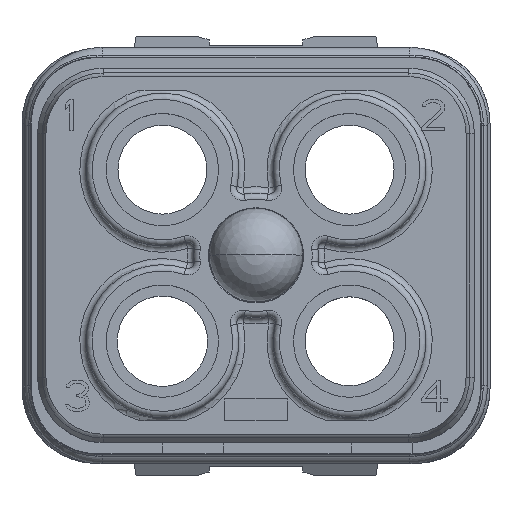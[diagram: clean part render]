
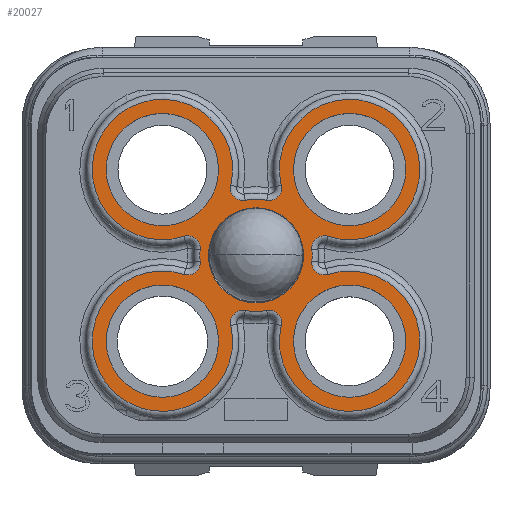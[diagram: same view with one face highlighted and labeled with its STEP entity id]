
A CAD part, top view. The second image highlights one B-rep face of the part: STEP entity #20027.
In plain terms, the highlighted planar face has unit normal (0, 0, 1).
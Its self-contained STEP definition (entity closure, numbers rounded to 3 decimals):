
#4906=CARTESIAN_POINT('',(-0.416,2.16,7.72));
#4907=DIRECTION('',(0.,0.,1.));
#4908=DIRECTION('',(-0.975,0.223,0.));
#4909=AXIS2_PLACEMENT_3D('',#4906,#4907,#4908);
#4911=CARTESIAN_POINT('',(0.,0.,7.72));
#4912=DIRECTION('',(0.,0.,-1.));
#4913=DIRECTION('',(-0.189,0.982,0.));
#4914=AXIS2_PLACEMENT_3D('',#4911,#4912,#4913);
#4916=CARTESIAN_POINT('',(0.416,2.16,7.72));
#4917=DIRECTION('',(0.,0.,1.));
#4918=DIRECTION('',(-0.189,-0.982,0.));
#4919=AXIS2_PLACEMENT_3D('',#4916,#4917,#4918);
#4921=CARTESIAN_POINT('',(3.,2.75,7.72));
#4922=DIRECTION('',(0.,0.,-1.));
#4923=DIRECTION('',(-0.975,-0.223,0.));
#4924=AXIS2_PLACEMENT_3D('',#4921,#4922,#4923);
#4926=CARTESIAN_POINT('',(2.188,0.227,7.72));
#4927=DIRECTION('',(0.,0.,1.));
#4928=DIRECTION('',(0.306,0.952,0.));
#4929=AXIS2_PLACEMENT_3D('',#4926,#4927,#4928);
#4931=CARTESIAN_POINT('',(0.,0.,7.72));
#4932=DIRECTION('',(0.,0.,-1.));
#4933=DIRECTION('',(0.995,0.103,0.));
#4934=AXIS2_PLACEMENT_3D('',#4931,#4932,#4933);
#4936=CARTESIAN_POINT('',(2.188,-0.227,7.72));
#4937=DIRECTION('',(0.,0.,1.));
#4938=DIRECTION('',(-0.995,0.103,0.));
#4939=AXIS2_PLACEMENT_3D('',#4936,#4937,#4938);
#4941=CARTESIAN_POINT('',(3.,-2.75,7.72));
#4942=DIRECTION('',(0.,0.,-1.));
#4943=DIRECTION('',(-0.306,0.952,0.));
#4944=AXIS2_PLACEMENT_3D('',#4941,#4942,#4943);
#4946=CARTESIAN_POINT('',(0.416,-2.16,7.72));
#4947=DIRECTION('',(0.,0.,1.));
#4948=DIRECTION('',(0.975,-0.223,0.));
#4949=AXIS2_PLACEMENT_3D('',#4946,#4947,#4948);
#4951=CARTESIAN_POINT('',(0.,0.,7.72));
#4952=DIRECTION('',(0.,0.,-1.));
#4953=DIRECTION('',(0.189,-0.982,0.));
#4954=AXIS2_PLACEMENT_3D('',#4951,#4952,#4953);
#4956=CARTESIAN_POINT('',(-0.416,-2.16,7.72));
#4957=DIRECTION('',(0.,0.,1.));
#4958=DIRECTION('',(0.189,0.982,0.));
#4959=AXIS2_PLACEMENT_3D('',#4956,#4957,#4958);
#4961=CARTESIAN_POINT('',(-3.,-2.75,7.72));
#4962=DIRECTION('',(0.,0.,-1.));
#4963=DIRECTION('',(0.975,0.223,0.));
#4964=AXIS2_PLACEMENT_3D('',#4961,#4962,#4963);
#4966=CARTESIAN_POINT('',(-2.188,-0.227,7.72));
#4967=DIRECTION('',(0.,0.,1.));
#4968=DIRECTION('',(-0.306,-0.952,0.));
#4969=AXIS2_PLACEMENT_3D('',#4966,#4967,#4968);
#4971=CARTESIAN_POINT('',(0.,0.,7.72));
#4972=DIRECTION('',(0.,0.,-1.));
#4973=DIRECTION('',(-0.995,-0.103,0.));
#4974=AXIS2_PLACEMENT_3D('',#4971,#4972,#4973);
#4976=CARTESIAN_POINT('',(-2.188,0.227,7.72));
#4977=DIRECTION('',(0.,0.,1.));
#4978=DIRECTION('',(0.995,-0.103,0.));
#4979=AXIS2_PLACEMENT_3D('',#4976,#4977,#4978);
#4981=CARTESIAN_POINT('',(-3.,2.75,7.72));
#4982=DIRECTION('',(0.,0.,-1.));
#4983=DIRECTION('',(0.306,-0.952,0.));
#4984=AXIS2_PLACEMENT_3D('',#4981,#4982,#4983);
#4986=CARTESIAN_POINT('',(-3.,2.75,7.72));
#4987=DIRECTION('',(0.,0.,1.));
#4988=DIRECTION('',(1.,0.,0.));
#4989=AXIS2_PLACEMENT_3D('',#4986,#4987,#4988);
#4991=CARTESIAN_POINT('',(-3.,2.75,7.72));
#4992=DIRECTION('',(0.,0.,-1.));
#4993=DIRECTION('',(1.,0.,0.));
#4994=AXIS2_PLACEMENT_3D('',#4991,#4992,#4993);
#4996=CARTESIAN_POINT('',(3.,-2.75,7.72));
#4997=DIRECTION('',(0.,0.,1.));
#4998=DIRECTION('',(-1.,0.,0.));
#4999=AXIS2_PLACEMENT_3D('',#4996,#4997,#4998);
#5001=CARTESIAN_POINT('',(3.,-2.75,7.72));
#5002=DIRECTION('',(0.,0.,-1.));
#5003=DIRECTION('',(-1.,0.,0.));
#5004=AXIS2_PLACEMENT_3D('',#5001,#5002,#5003);
#5006=CARTESIAN_POINT('',(-3.,-2.75,7.72));
#5007=DIRECTION('',(0.,0.,-1.));
#5008=DIRECTION('',(1.,0.,0.));
#5009=AXIS2_PLACEMENT_3D('',#5006,#5007,#5008);
#5011=CARTESIAN_POINT('',(-3.,-2.75,7.72));
#5012=DIRECTION('',(0.,0.,1.));
#5013=DIRECTION('',(1.,0.,0.));
#5014=AXIS2_PLACEMENT_3D('',#5011,#5012,#5013);
#5016=CARTESIAN_POINT('',(0.,0.,7.72));
#5017=DIRECTION('',(0.,0.,-1.));
#5018=DIRECTION('',(1.,0.,0.));
#5019=AXIS2_PLACEMENT_3D('',#5016,#5017,#5018);
#5021=CARTESIAN_POINT('',(0.,0.,7.72));
#5022=DIRECTION('',(0.,0.,-1.));
#5023=DIRECTION('',(-1.,0.,0.));
#5024=AXIS2_PLACEMENT_3D('',#5021,#5022,#5023);
#5026=CARTESIAN_POINT('',(3.,2.75,7.72));
#5027=DIRECTION('',(0.,0.,-1.));
#5028=DIRECTION('',(-1.,0.,0.));
#5029=AXIS2_PLACEMENT_3D('',#5026,#5027,#5028);
#5031=CARTESIAN_POINT('',(3.,2.75,7.72));
#5032=DIRECTION('',(0.,0.,1.));
#5033=DIRECTION('',(-1.,0.,0.));
#5034=AXIS2_PLACEMENT_3D('',#5031,#5032,#5033);
#11019=CARTESIAN_POINT('',(1.2,2.75,7.72));
#11020=CARTESIAN_POINT('',(4.8,2.75,7.72));
#11021=VERTEX_POINT('',#11019);
#11022=VERTEX_POINT('',#11020);
#11023=CARTESIAN_POINT('',(-1.2,2.75,7.72));
#11024=CARTESIAN_POINT('',(-4.8,2.75,7.72));
#11025=VERTEX_POINT('',#11023);
#11026=VERTEX_POINT('',#11024);
#11027=CARTESIAN_POINT('',(1.2,-2.75,7.72));
#11028=CARTESIAN_POINT('',(4.8,-2.75,7.72));
#11029=VERTEX_POINT('',#11027);
#11030=VERTEX_POINT('',#11028);
#11031=CARTESIAN_POINT('',(-1.2,-2.75,7.72));
#11032=CARTESIAN_POINT('',(-4.8,-2.75,7.72));
#11033=VERTEX_POINT('',#11031);
#11034=VERTEX_POINT('',#11032);
#11035=CARTESIAN_POINT('',(1.525,0.,7.72));
#11036=CARTESIAN_POINT('',(-1.525,0.,7.72));
#11037=VERTEX_POINT('',#11035);
#11038=VERTEX_POINT('',#11036);
#11091=CARTESIAN_POINT('',(-0.806,2.249,7.72));
#11092=CARTESIAN_POINT('',(-0.341,1.767,7.72));
#11093=VERTEX_POINT('',#11091);
#11094=VERTEX_POINT('',#11092);
#11097=CARTESIAN_POINT('',(0.341,1.767,7.72));
#11098=VERTEX_POINT('',#11097);
#11101=CARTESIAN_POINT('',(0.806,2.249,7.72));
#11102=VERTEX_POINT('',#11101);
#11105=CARTESIAN_POINT('',(2.311,0.608,7.72));
#11106=VERTEX_POINT('',#11105);
#11109=CARTESIAN_POINT('',(1.79,0.186,7.72));
#11110=VERTEX_POINT('',#11109);
#11113=CARTESIAN_POINT('',(1.79,-0.186,7.72));
#11114=VERTEX_POINT('',#11113);
#11117=CARTESIAN_POINT('',(2.311,-0.608,7.72));
#11118=VERTEX_POINT('',#11117);
#11121=CARTESIAN_POINT('',(0.806,-2.249,7.72));
#11122=VERTEX_POINT('',#11121);
#11125=CARTESIAN_POINT('',(0.341,-1.767,7.72));
#11126=VERTEX_POINT('',#11125);
#11129=CARTESIAN_POINT('',(-0.341,-1.767,7.72));
#11130=VERTEX_POINT('',#11129);
#11133=CARTESIAN_POINT('',(-0.806,-2.249,7.72));
#11134=VERTEX_POINT('',#11133);
#11137=CARTESIAN_POINT('',(-2.311,-0.608,7.72));
#11138=VERTEX_POINT('',#11137);
#11141=CARTESIAN_POINT('',(-1.79,-0.186,7.72));
#11142=VERTEX_POINT('',#11141);
#11145=CARTESIAN_POINT('',(-1.79,0.186,7.72));
#11146=VERTEX_POINT('',#11145);
#11149=CARTESIAN_POINT('',(-2.311,0.608,7.72));
#11150=VERTEX_POINT('',#11149);
#19960=CARTESIAN_POINT('',(3.,2.75,7.72));
#19961=DIRECTION('',(0.,0.,1.));
#19962=DIRECTION('',(1.,0.,0.));
#19963=AXIS2_PLACEMENT_3D('',#19960,#19961,#19962);
#19964=PLANE('',#19963);
#19966=ORIENTED_EDGE('',*,*,#19965,.T.);
#19968=ORIENTED_EDGE('',*,*,#19967,.T.);
#19970=ORIENTED_EDGE('',*,*,#19969,.T.);
#19972=ORIENTED_EDGE('',*,*,#19971,.T.);
#19974=ORIENTED_EDGE('',*,*,#19973,.T.);
#19976=ORIENTED_EDGE('',*,*,#19975,.T.);
#19978=ORIENTED_EDGE('',*,*,#19977,.T.);
#19980=ORIENTED_EDGE('',*,*,#19979,.T.);
#19982=ORIENTED_EDGE('',*,*,#19981,.T.);
#19984=ORIENTED_EDGE('',*,*,#19983,.T.);
#19986=ORIENTED_EDGE('',*,*,#19985,.T.);
#19988=ORIENTED_EDGE('',*,*,#19987,.T.);
#19990=ORIENTED_EDGE('',*,*,#19989,.T.);
#19992=ORIENTED_EDGE('',*,*,#19991,.T.);
#19994=ORIENTED_EDGE('',*,*,#19993,.T.);
#19996=ORIENTED_EDGE('',*,*,#19995,.T.);
#19997=EDGE_LOOP('',(#19966,#19968,#19970,#19972,#19974,#19976,#19978,#19980,
#19982,#19984,#19986,#19988,#19990,#19992,#19994,#19996));
#19998=FACE_OUTER_BOUND('',#19997,.F.);
#20000=ORIENTED_EDGE('',*,*,#19999,.T.);
#20002=ORIENTED_EDGE('',*,*,#20001,.F.);
#20003=EDGE_LOOP('',(#20000,#20002));
#20004=FACE_BOUND('',#20003,.F.);
#20006=ORIENTED_EDGE('',*,*,#20005,.T.);
#20008=ORIENTED_EDGE('',*,*,#20007,.F.);
#20009=EDGE_LOOP('',(#20006,#20008));
#20010=FACE_BOUND('',#20009,.F.);
#20011=ORIENTED_EDGE('',*,*,#19954,.F.);
#20012=ORIENTED_EDGE('',*,*,#19940,.T.);
#20013=EDGE_LOOP('',(#20011,#20012));
#20014=FACE_BOUND('',#20013,.F.);
#20016=ORIENTED_EDGE('',*,*,#20015,.F.);
#20018=ORIENTED_EDGE('',*,*,#20017,.F.);
#20019=EDGE_LOOP('',(#20016,#20018));
#20020=FACE_BOUND('',#20019,.F.);
#20022=ORIENTED_EDGE('',*,*,#20021,.F.);
#20024=ORIENTED_EDGE('',*,*,#20023,.T.);
#20025=EDGE_LOOP('',(#20022,#20024));
#20026=FACE_BOUND('',#20025,.F.);
#20027=ADVANCED_FACE('',(#19998,#20004,#20010,#20014,#20020,#20026),#19964,.T.);
#4910=CIRCLE('',#4909,0.4);
#4915=CIRCLE('',#4914,1.8);
#4920=CIRCLE('',#4919,0.4);
#4925=CIRCLE('',#4924,2.25);
#4930=CIRCLE('',#4929,0.4);
#4935=CIRCLE('',#4934,1.8);
#4940=CIRCLE('',#4939,0.4);
#4945=CIRCLE('',#4944,2.25);
#4950=CIRCLE('',#4949,0.4);
#4955=CIRCLE('',#4954,1.8);
#4960=CIRCLE('',#4959,0.4);
#4965=CIRCLE('',#4964,2.25);
#4970=CIRCLE('',#4969,0.4);
#4975=CIRCLE('',#4974,1.8);
#4980=CIRCLE('',#4979,0.4);
#4985=CIRCLE('',#4984,2.25);
#4990=CIRCLE('',#4989,1.8);
#4995=CIRCLE('',#4994,1.8);
#5000=CIRCLE('',#4999,1.8);
#5005=CIRCLE('',#5004,1.8);
#5010=CIRCLE('',#5009,1.8);
#5015=CIRCLE('',#5014,1.8);
#5020=CIRCLE('',#5019,1.525);
#5025=CIRCLE('',#5024,1.525);
#5030=CIRCLE('',#5029,1.8);
#5035=CIRCLE('',#5034,1.8);
#19940=EDGE_CURVE('',#11033,#11034,#5015,.T.);
#19954=EDGE_CURVE('',#11033,#11034,#5010,.T.);
#19965=EDGE_CURVE('',#11093,#11094,#4910,.T.);
#19967=EDGE_CURVE('',#11094,#11098,#4915,.T.);
#19969=EDGE_CURVE('',#11098,#11102,#4920,.T.);
#19971=EDGE_CURVE('',#11102,#11106,#4925,.T.);
#19973=EDGE_CURVE('',#11106,#11110,#4930,.T.);
#19975=EDGE_CURVE('',#11110,#11114,#4935,.T.);
#19977=EDGE_CURVE('',#11114,#11118,#4940,.T.);
#19979=EDGE_CURVE('',#11118,#11122,#4945,.T.);
#19981=EDGE_CURVE('',#11122,#11126,#4950,.T.);
#19983=EDGE_CURVE('',#11126,#11130,#4955,.T.);
#19985=EDGE_CURVE('',#11130,#11134,#4960,.T.);
#19987=EDGE_CURVE('',#11134,#11138,#4965,.T.);
#19989=EDGE_CURVE('',#11138,#11142,#4970,.T.);
#19991=EDGE_CURVE('',#11142,#11146,#4975,.T.);
#19993=EDGE_CURVE('',#11146,#11150,#4980,.T.);
#19995=EDGE_CURVE('',#11150,#11093,#4985,.T.);
#19999=EDGE_CURVE('',#11025,#11026,#4990,.T.);
#20001=EDGE_CURVE('',#11025,#11026,#4995,.T.);
#20005=EDGE_CURVE('',#11029,#11030,#5000,.T.);
#20007=EDGE_CURVE('',#11029,#11030,#5005,.T.);
#20015=EDGE_CURVE('',#11037,#11038,#5020,.T.);
#20017=EDGE_CURVE('',#11038,#11037,#5025,.T.);
#20021=EDGE_CURVE('',#11021,#11022,#5030,.T.);
#20023=EDGE_CURVE('',#11021,#11022,#5035,.T.);
